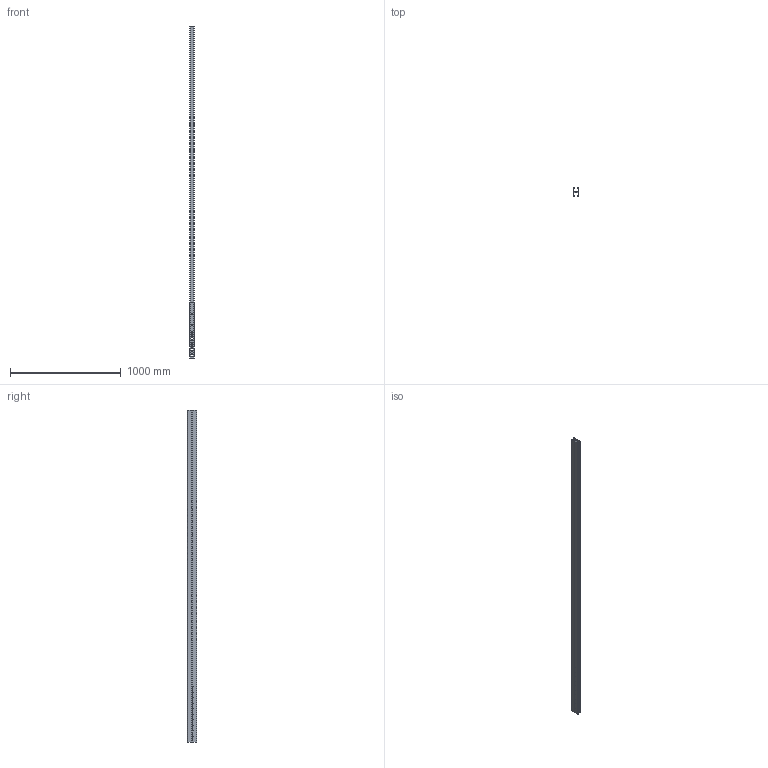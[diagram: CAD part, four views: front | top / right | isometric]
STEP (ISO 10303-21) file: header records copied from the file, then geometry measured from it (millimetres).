
FILE_DESCRIPTION (( 'STEP AP214' ), '1' );
FILE_NAME ('1122671.STEP', '2026-02-02T10:10:07', ( '' ), ( '' ), 'SwSTEP 2.0', 'SolidWorks 2024', '' );
FILE_SCHEMA (( 'AUTOMOTIVE_DESIGN' ));
Length unit declared in the file: millimetre
Products named in the file (3): 011039_L=3000; 1122671
Assembly tree (2 placements, depth 2):
  1122671
    011039_L=3000
    011039_L=3000
Bounding box: 41 x 82 x 3000 mm (x, y, z)
Volume: 1611873.5 mm3; surface area: 1674565 mm2
Topology: 2 solids, 2 shells, 908 faces, 2244 edges, 1480 vertices
Faces by surface type: plane 484, cylinder 424
Entity records: 27240 total; most frequent: DIRECTION 4918, CARTESIAN_POINT 4637, ORIENTED_EDGE 4488, EDGE_CURVE 2244, AXIS2_PLACEMENT_3D 1761, VERTEX_POINT 1480, LINE 1396, VECTOR 1396
